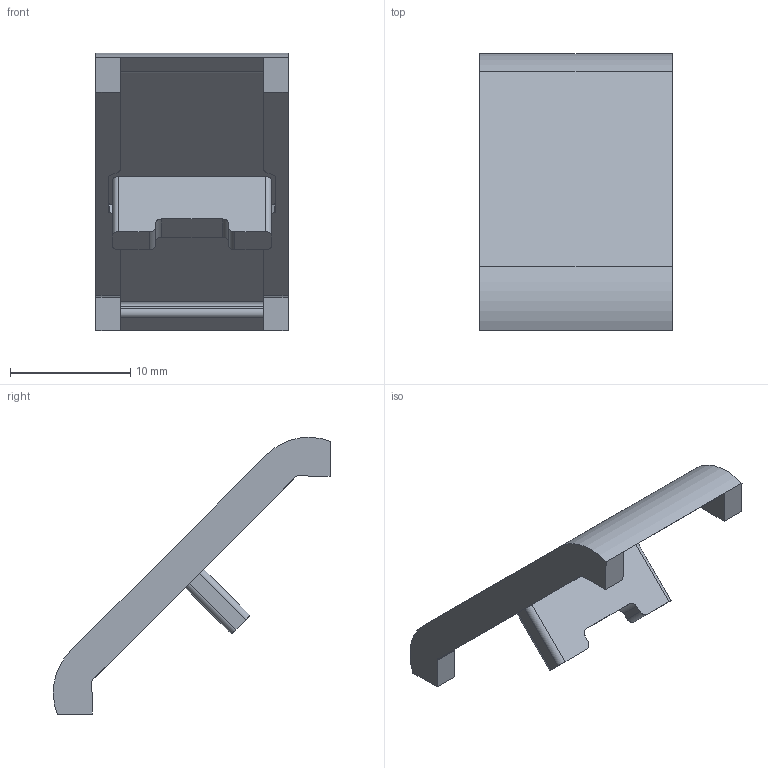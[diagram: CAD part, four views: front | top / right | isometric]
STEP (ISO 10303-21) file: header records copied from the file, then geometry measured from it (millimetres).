
FILE_DESCRIPTION(/* description */ ('STEP AP214'),/* implementation_level */ '2;1');
FILE_NAME(/* name */ '1007829.stp',/* time_stamp */ '2024-05-07T12:56:13+02:00',/* author */ ('b.steehouwer'),/* organization */ ('CADENAS'),/* preprocessor_version */ 'ST-DEVELOPER v18.1',/* originating_system */ 'Autodesk Inventor 2021',/* authorisation */ ' ');
FILE_SCHEMA (('AUTOMOTIVE_DESIGN { 1 0 10303 214 3 1 1 }'));
Length unit declared in the file: millimetre
Products named in the file (2): 1007829; 1007829-1
Assembly tree (1 placements, depth 2):
  1007829
    1007829-1
Bounding box: 16 x 23.08 x 23.08 mm (x, y, z)
Volume: 1274.2 mm3; surface area: 1545 mm2
Topology: 1 solids, 1 shells, 65 faces, 186 edges, 124 vertices
Faces by surface type: plane 39, cylinder 26
Entity records: 2208 total; most frequent: CARTESIAN_POINT 378, DIRECTION 374, ORIENTED_EDGE 372, EDGE_CURVE 186, LINE 134, VECTOR 134, VERTEX_POINT 124, AXIS2_PLACEMENT_3D 120
